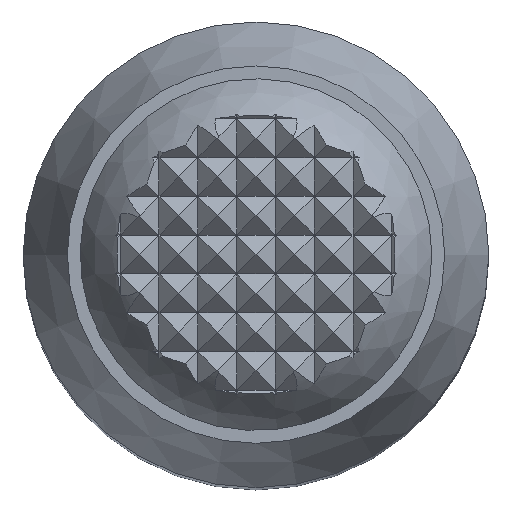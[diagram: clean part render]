
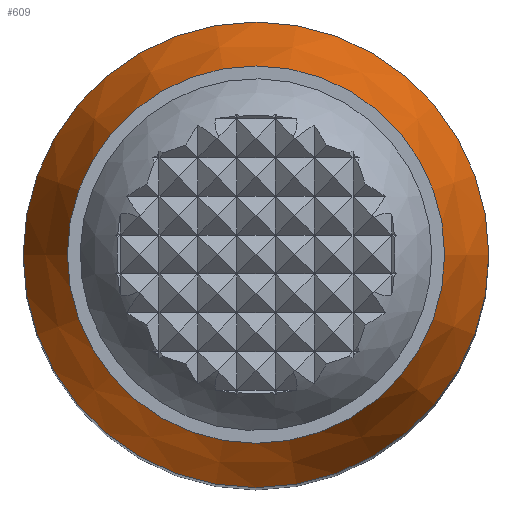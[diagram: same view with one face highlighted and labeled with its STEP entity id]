
A CAD part, top view. The second image highlights one B-rep face of the part: STEP entity #609.
In plain terms, the highlighted conical face has half-angle 20.41 degrees and reference radius 12 mm.
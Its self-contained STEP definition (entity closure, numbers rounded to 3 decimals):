
#609 = ADVANCED_FACE( '', ( #1262, #1263 ), #1264, .T. );
#1262 = FACE_BOUND( '', #1957, .T. );
#1263 = FACE_OUTER_BOUND( '', #1958, .T. );
#1264 = CONICAL_SURFACE( '', #1959, 12., 0.356 );
#1957 = EDGE_LOOP( '', ( #3479 ) );
#1958 = EDGE_LOOP( '', ( #3480 ) );
#1959 = AXIS2_PLACEMENT_3D( '', #3481, #3482, #3483 );
#3479 = ORIENTED_EDGE( '', *, *, #4398, .T. );
#3480 = ORIENTED_EDGE( '', *, *, #4399, .F. );
#3481 = CARTESIAN_POINT( '', ( 0., 0., 70.026 ) );
#3482 = DIRECTION( '', ( 0., 0., -1. ) );
#3483 = DIRECTION( '', ( -1., 0., 0. ) );
#4398 = EDGE_CURVE( '', #5219, #5219, #5220, .T. );
#4399 = EDGE_CURVE( '', #5221, #5221, #5222, .T. );
#5219 = VERTEX_POINT( '', #6330 );
#5220 = CIRCLE( '', #6331, 9.725 );
#5221 = VERTEX_POINT( '', #6332 );
#5222 = CIRCLE( '', #6333, 12. );
#6330 = CARTESIAN_POINT( '', ( -9.725, 0., 76.14 ) );
#6331 = AXIS2_PLACEMENT_3D( '', #7003, #7004, #7005 );
#6332 = CARTESIAN_POINT( '', ( -12., 0., 70.026 ) );
#6333 = AXIS2_PLACEMENT_3D( '', #7006, #7007, #7008 );
#7003 = CARTESIAN_POINT( '', ( 0., 0., 76.14 ) );
#7004 = DIRECTION( '', ( 0., 0., -1. ) );
#7005 = DIRECTION( '', ( -1., 0., 0. ) );
#7006 = CARTESIAN_POINT( '', ( 0., 0., 70.026 ) );
#7007 = DIRECTION( '', ( 0., 0., -1. ) );
#7008 = DIRECTION( '', ( -1., 0., 0. ) );
